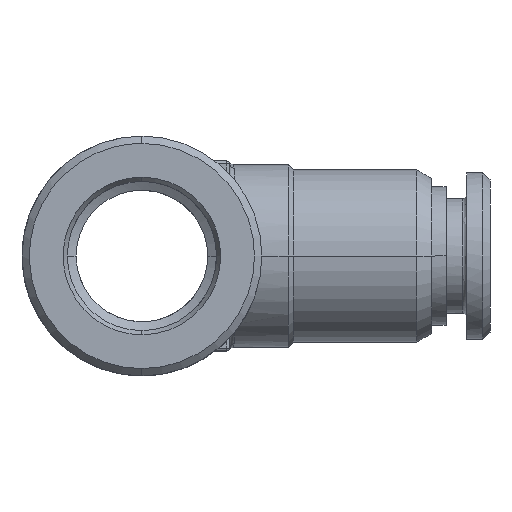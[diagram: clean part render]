
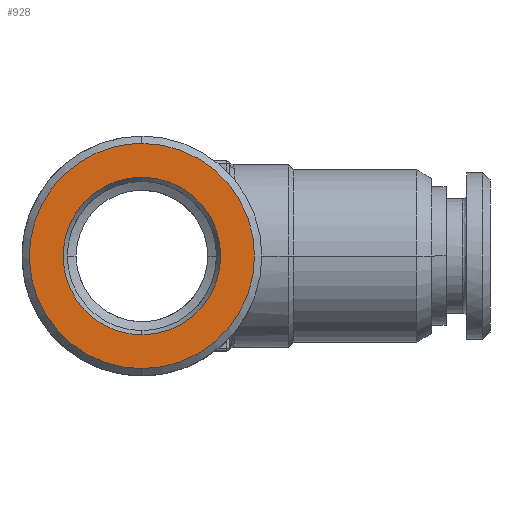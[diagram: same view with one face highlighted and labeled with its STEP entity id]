
A CAD part, left-side view. The second image highlights one B-rep face of the part: STEP entity #928.
In plain terms, the highlighted planar face has unit normal (-1, 0, 0).
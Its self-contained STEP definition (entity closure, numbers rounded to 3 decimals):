
#826=CARTESIAN_POINT('Axis2P3D Location',(-29.6,0.,0.)) ;
#830=CARTESIAN_POINT('Vertex',(-29.6,0.,-5.389)) ;
#832=CARTESIAN_POINT('Vertex',(-29.6,0.,5.389)) ;
#860=CARTESIAN_POINT('Axis2P3D Location',(-29.6,0.,0.)) ;
#866=CARTESIAN_POINT('Control Point',(-29.6,0.,-7.7)) ;
#867=CARTESIAN_POINT('Control Point',(-29.6,0.816,-7.7)) ;
#868=CARTESIAN_POINT('Control Point',(-29.6,1.631,-7.592)) ;
#869=CARTESIAN_POINT('Control Point',(-29.6,2.428,-7.376)) ;
#870=CARTESIAN_POINT('Control Point',(-29.6,3.945,-6.738)) ;
#871=CARTESIAN_POINT('Control Point',(-29.6,5.243,-5.728)) ;
#872=CARTESIAN_POINT('Control Point',(-29.6,5.822,-5.139)) ;
#873=CARTESIAN_POINT('Control Point',(-29.6,6.809,-3.822)) ;
#874=CARTESIAN_POINT('Control Point',(-29.6,7.419,-2.294)) ;
#875=CARTESIAN_POINT('Control Point',(-29.6,7.62,-1.493)) ;
#876=CARTESIAN_POINT('Control Point',(-29.6,7.807,0.142)) ;
#877=CARTESIAN_POINT('Control Point',(-29.6,7.561,1.769)) ;
#878=CARTESIAN_POINT('Control Point',(-29.6,7.331,2.561)) ;
#879=CARTESIAN_POINT('Control Point',(-29.6,6.666,4.066)) ;
#880=CARTESIAN_POINT('Control Point',(-29.6,5.632,5.346)) ;
#881=CARTESIAN_POINT('Control Point',(-29.6,5.032,5.914)) ;
#882=CARTESIAN_POINT('Control Point',(-29.6,3.744,6.844)) ;
#883=CARTESIAN_POINT('Control Point',(-29.6,2.264,7.419)) ;
#884=CARTESIAN_POINT('Control Point',(-29.6,1.52,7.606)) ;
#885=CARTESIAN_POINT('Control Point',(-29.6,0.76,7.7)) ;
#886=CARTESIAN_POINT('Control Point',(-29.6,0.,7.7)) ;
#887=CARTESIAN_POINT('Vertex',(-29.6,0.,-7.7)) ;
#889=CARTESIAN_POINT('Vertex',(-29.6,0.,7.7)) ;
#892=CARTESIAN_POINT('Axis2P3D Location',(-29.6,0.,0.)) ;
#902=CARTESIAN_POINT('Control Point',(-29.6,0.,-5.389)) ;
#903=CARTESIAN_POINT('Control Point',(-29.6,0.569,-5.389)) ;
#904=CARTESIAN_POINT('Control Point',(-29.6,1.137,-5.314)) ;
#905=CARTESIAN_POINT('Control Point',(-29.6,1.693,-5.164)) ;
#906=CARTESIAN_POINT('Control Point',(-29.6,2.751,-4.721)) ;
#907=CARTESIAN_POINT('Control Point',(-29.6,3.658,-4.019)) ;
#908=CARTESIAN_POINT('Control Point',(-29.6,4.062,-3.609)) ;
#909=CARTESIAN_POINT('Control Point',(-29.6,4.753,-2.694)) ;
#910=CARTESIAN_POINT('Control Point',(-29.6,5.184,-1.631)) ;
#911=CARTESIAN_POINT('Control Point',(-29.6,5.327,-1.073)) ;
#912=CARTESIAN_POINT('Control Point',(-29.6,5.463,0.066)) ;
#913=CARTESIAN_POINT('Control Point',(-29.6,5.3,1.201)) ;
#914=CARTESIAN_POINT('Control Point',(-29.6,5.143,1.755)) ;
#915=CARTESIAN_POINT('Control Point',(-29.6,4.687,2.807)) ;
#916=CARTESIAN_POINT('Control Point',(-29.6,3.974,3.706)) ;
#917=CARTESIAN_POINT('Control Point',(-29.6,3.56,4.105)) ;
#918=CARTESIAN_POINT('Control Point',(-29.6,2.658,4.77)) ;
#919=CARTESIAN_POINT('Control Point',(-29.6,1.617,5.184)) ;
#920=CARTESIAN_POINT('Control Point',(-29.6,1.085,5.32)) ;
#921=CARTESIAN_POINT('Control Point',(-29.6,0.543,5.389)) ;
#922=CARTESIAN_POINT('Control Point',(-29.6,0.,5.389)) ;
#827=DIRECTION('Axis2P3D Direction',(-1.,0.,0.)) ;
#861=DIRECTION('Axis2P3D Direction',(-1.,0.,0.)) ;
#862=DIRECTION('Axis2P3D XDirection',(0.,0.,1.)) ;
#893=DIRECTION('Axis2P3D Direction',(-1.,0.,0.)) ;
#828=AXIS2_PLACEMENT_3D('Circle Axis2P3D',#826,#827,$) ;
#863=AXIS2_PLACEMENT_3D('Plane Axis2P3D',#860,#861,#862) ;
#894=AXIS2_PLACEMENT_3D('Circle Axis2P3D',#892,#893,$) ;
#898=ORIENTED_EDGE('',*,*,#891,.F.) ;
#899=ORIENTED_EDGE('',*,*,#896,.T.) ;
#925=ORIENTED_EDGE('',*,*,#834,.F.) ;
#926=ORIENTED_EDGE('',*,*,#923,.T.) ;
#927=FACE_BOUND('',#924,.T.) ;
#928=ADVANCED_FACE('MANIFOLD_SOLID_BREP #8264',(#900,#927),#864,.T.) ;
#865=B_SPLINE_CURVE_WITH_KNOTS('',5,(#866,#867,#868,#869,#870,#871,#872,#873,#874,#875,#876,#877,#878,#879,#880,#881,#882,#883,#884,#885,#886),.UNSPECIFIED.,.F.,.U.,(6,3,3,3,3,3,6),(0.,5.767,11.535,17.302,23.07,28.837,34.21),.UNSPECIFIED.) ;
#901=B_SPLINE_CURVE_WITH_KNOTS('',5,(#902,#903,#904,#905,#906,#907,#908,#909,#910,#911,#912,#913,#914,#915,#916,#917,#918,#919,#920,#921,#922),.UNSPECIFIED.,.F.,.U.,(6,3,3,3,3,3,6),(0.,4.021,8.041,12.062,16.083,20.103,23.941),.UNSPECIFIED.) ;
#829=CIRCLE('generated circle',#828,5.389) ;
#895=CIRCLE('generated circle',#894,7.7) ;
#834=EDGE_CURVE('',#831,#833,#829,.T.) ;
#891=EDGE_CURVE('',#888,#890,#865,.T.) ;
#896=EDGE_CURVE('',#888,#890,#895,.T.) ;
#923=EDGE_CURVE('',#831,#833,#901,.T.) ;
#897=EDGE_LOOP('',(#898,#899)) ;
#924=EDGE_LOOP('',(#925,#926)) ;
#900=FACE_OUTER_BOUND('',#897,.T.) ;
#864=PLANE('',#863) ;
#831=VERTEX_POINT('',#830) ;
#833=VERTEX_POINT('',#832) ;
#888=VERTEX_POINT('',#887) ;
#890=VERTEX_POINT('',#889) ;
